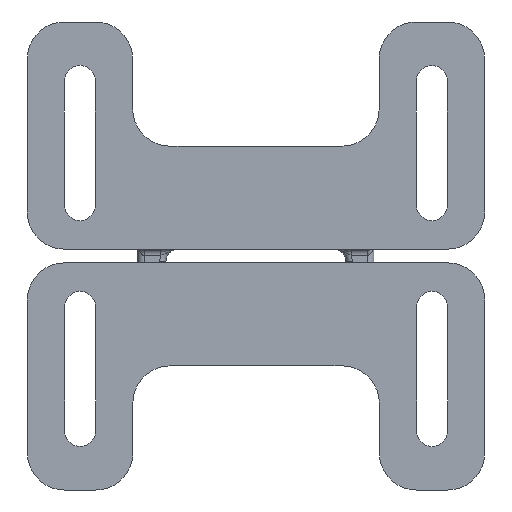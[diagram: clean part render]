
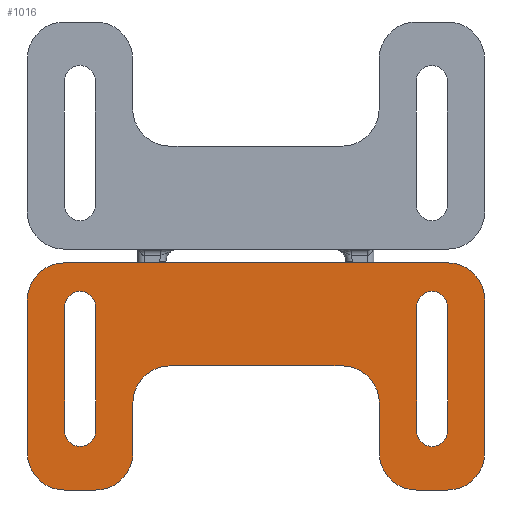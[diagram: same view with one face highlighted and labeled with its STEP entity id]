
A CAD part, front view. The second image highlights one B-rep face of the part: STEP entity #1016.
In plain terms, the highlighted planar face has unit normal (0, -1, 0).
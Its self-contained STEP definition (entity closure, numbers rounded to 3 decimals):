
#334=CARTESIAN_POINT('',(-50.7,0.0,36.6));
#335=VERTEX_POINT('',#334);
#342=CARTESIAN_POINT('',(11.,0.0,36.6));
#343=VERTEX_POINT('',#342);
#344=CARTESIAN_POINT('',(-50.7,0.0,36.6));
#345=DIRECTION('',(1.0,0.0,0.0));
#346=VECTOR('',#345,61.7);
#347=LINE('',#344,#346);
#348=EDGE_CURVE('',#335,#343,#347,.T.);
#427=CARTESIAN_POINT('',(-6.,0.0,20.0));
#428=VERTEX_POINT('',#427);
#435=CARTESIAN_POINT('',(-33.7,0.0,20.0));
#436=VERTEX_POINT('',#435);
#437=CARTESIAN_POINT('',(-6.,0.0,20.0));
#438=DIRECTION('',(-1.0,0.0,0.0));
#439=VECTOR('',#438,27.7);
#440=LINE('',#437,#439);
#441=EDGE_CURVE('',#428,#436,#440,.T.);
#667=CARTESIAN_POINT('',(-45.7,0.0,9.5));
#668=VERTEX_POINT('',#667);
#675=CARTESIAN_POINT('',(-45.7,0.0,29.5));
#676=VERTEX_POINT('',#675);
#677=CARTESIAN_POINT('',(-45.7,0.0,29.5));
#678=DIRECTION('',(0.0,0.0,-1.0));
#679=VECTOR('',#678,20.0);
#680=LINE('',#677,#679);
#681=EDGE_CURVE('',#676,#668,#680,.T.);
#699=CARTESIAN_POINT('',(-50.7,0.0,29.5));
#700=VERTEX_POINT('',#699);
#701=CARTESIAN_POINT('',(-48.2,0.0,29.5));
#702=DIRECTION('',(0.0,1.0,0.0));
#703=DIRECTION('',(-1.0,0.0,0.0));
#704=AXIS2_PLACEMENT_3D('',#701,#702,#703);
#705=CIRCLE('',#704,2.5);
#706=EDGE_CURVE('',#700,#676,#705,.T.);
#724=CARTESIAN_POINT('',(-50.7,0.0,9.5));
#725=VERTEX_POINT('',#724);
#726=CARTESIAN_POINT('',(-50.7,0.0,9.5));
#727=DIRECTION('',(0.0,0.0,1.0));
#728=VECTOR('',#727,20.0);
#729=LINE('',#726,#728);
#730=EDGE_CURVE('',#725,#700,#729,.T.);
#748=CARTESIAN_POINT('',(-48.2,0.0,9.5));
#749=DIRECTION('',(0.0,1.0,0.0));
#750=DIRECTION('',(1.0,0.0,0.0));
#751=AXIS2_PLACEMENT_3D('',#748,#749,#750);
#752=CIRCLE('',#751,2.5);
#753=EDGE_CURVE('',#668,#725,#752,.T.);
#765=CARTESIAN_POINT('',(6.,0.0,29.5));
#766=VERTEX_POINT('',#765);
#773=CARTESIAN_POINT('',(6.,0.0,9.5));
#774=VERTEX_POINT('',#773);
#775=CARTESIAN_POINT('',(6.,0.0,9.5));
#776=DIRECTION('',(0.0,0.0,1.0));
#777=VECTOR('',#776,20.0);
#778=LINE('',#775,#777);
#779=EDGE_CURVE('',#774,#766,#778,.T.);
#796=CARTESIAN_POINT('',(11.,0.0,29.5));
#797=VERTEX_POINT('',#796);
#804=CARTESIAN_POINT('',(8.5,0.0,29.5));
#805=DIRECTION('',(0.0,1.0,0.0));
#806=DIRECTION('',(1.0,0.0,0.0));
#807=AXIS2_PLACEMENT_3D('',#804,#805,#806);
#808=CIRCLE('',#807,2.5);
#809=EDGE_CURVE('',#766,#797,#808,.T.);
#821=CARTESIAN_POINT('',(11.0,0.0,9.5));
#822=VERTEX_POINT('',#821);
#829=CARTESIAN_POINT('',(11.,0.0,29.5));
#830=DIRECTION('',(0.0,0.0,-1.0));
#831=VECTOR('',#830,20.0);
#832=LINE('',#829,#831);
#833=EDGE_CURVE('',#797,#822,#832,.T.);
#846=CARTESIAN_POINT('',(8.5,0.0,9.5));
#847=DIRECTION('',(0.0,1.0,0.0));
#848=DIRECTION('',(-1.0,0.0,0.0));
#849=AXIS2_PLACEMENT_3D('',#846,#847,#848);
#850=CIRCLE('',#849,2.5);
#851=EDGE_CURVE('',#822,#774,#850,.T.);
#863=CARTESIAN_POINT('',(-50.7,0.0,0.0));
#864=VERTEX_POINT('',#863);
#871=CARTESIAN_POINT('',(-56.7,0.0,6.));
#872=VERTEX_POINT('',#871);
#873=CARTESIAN_POINT('',(-50.7,0.0,6.));
#874=DIRECTION('',(0.0,1.0,0.0));
#875=DIRECTION('',(-0.707,0.0,-0.707));
#876=AXIS2_PLACEMENT_3D('',#873,#874,#875);
#877=CIRCLE('',#876,6.);
#878=EDGE_CURVE('',#864,#872,#877,.T.);
#889=CARTESIAN_POINT('',(-19.85,0.0,20.073));
#890=DIRECTION('',(0.0,1.0,0.0));
#891=DIRECTION('',(0.0,0.0,1.0));
#892=AXIS2_PLACEMENT_3D('',#889,#890,#891);
#893=PLANE('',#892);
#894=ORIENTED_EDGE('',*,*,#878,.F.);
#895=CARTESIAN_POINT('',(-45.7,0.0,0.0));
#896=VERTEX_POINT('',#895);
#897=CARTESIAN_POINT('',(-45.7,0.0,0.0));
#898=DIRECTION('',(-1.0,0.0,0.0));
#899=VECTOR('',#898,5.0);
#900=LINE('',#897,#899);
#901=EDGE_CURVE('',#896,#864,#900,.T.);
#902=ORIENTED_EDGE('',*,*,#901,.F.);
#903=CARTESIAN_POINT('',(-39.7,0.0,6.));
#904=VERTEX_POINT('',#903);
#905=CARTESIAN_POINT('',(-45.7,0.0,6.));
#906=DIRECTION('',(0.0,1.0,0.0));
#907=DIRECTION('',(0.707,0.0,-0.707));
#908=AXIS2_PLACEMENT_3D('',#905,#906,#907);
#909=CIRCLE('',#908,6.0);
#910=EDGE_CURVE('',#904,#896,#909,.T.);
#911=ORIENTED_EDGE('',*,*,#910,.F.);
#912=CARTESIAN_POINT('',(-39.7,0.0,14.0));
#913=VERTEX_POINT('',#912);
#914=CARTESIAN_POINT('',(-39.7,0.0,14.0));
#915=DIRECTION('',(0.0,0.0,-1.0));
#916=VECTOR('',#915,8.0);
#917=LINE('',#914,#916);
#918=EDGE_CURVE('',#913,#904,#917,.T.);
#919=ORIENTED_EDGE('',*,*,#918,.F.);
#920=CARTESIAN_POINT('',(-33.7,0.0,14.0));
#921=DIRECTION('',(0.0,-1.0,0.0));
#922=DIRECTION('',(-0.707,0.0,0.707));
#923=AXIS2_PLACEMENT_3D('',#920,#921,#922);
#924=CIRCLE('',#923,6.);
#925=EDGE_CURVE('',#436,#913,#924,.T.);
#926=ORIENTED_EDGE('',*,*,#925,.F.);
#927=ORIENTED_EDGE('',*,*,#441,.F.);
#928=CARTESIAN_POINT('',(0.0,0.0,14.0));
#929=VERTEX_POINT('',#928);
#930=CARTESIAN_POINT('',(-6.,0.0,14.0));
#931=DIRECTION('',(0.0,-1.0,0.0));
#932=DIRECTION('',(0.707,0.0,0.707));
#933=AXIS2_PLACEMENT_3D('',#930,#931,#932);
#934=CIRCLE('',#933,6.);
#935=EDGE_CURVE('',#929,#428,#934,.T.);
#936=ORIENTED_EDGE('',*,*,#935,.F.);
#937=CARTESIAN_POINT('',(0.0,0.0,6.));
#938=VERTEX_POINT('',#937);
#939=CARTESIAN_POINT('',(0.0,0.0,6.));
#940=DIRECTION('',(0.0,0.0,1.0));
#941=VECTOR('',#940,8.);
#942=LINE('',#939,#941);
#943=EDGE_CURVE('',#938,#929,#942,.T.);
#944=ORIENTED_EDGE('',*,*,#943,.F.);
#945=CARTESIAN_POINT('',(6.,0.0,0.0));
#946=VERTEX_POINT('',#945);
#947=CARTESIAN_POINT('',(6.,0.0,6.));
#948=DIRECTION('',(0.0,1.0,0.0));
#949=DIRECTION('',(-0.707,0.0,-0.707));
#950=AXIS2_PLACEMENT_3D('',#947,#948,#949);
#951=CIRCLE('',#950,6.);
#952=EDGE_CURVE('',#946,#938,#951,.T.);
#953=ORIENTED_EDGE('',*,*,#952,.F.);
#954=CARTESIAN_POINT('',(11.0,0.0,0.0));
#955=VERTEX_POINT('',#954);
#956=CARTESIAN_POINT('',(11.0,0.0,0.0));
#957=DIRECTION('',(-1.0,0.0,0.0));
#958=VECTOR('',#957,5.0);
#959=LINE('',#956,#958);
#960=EDGE_CURVE('',#955,#946,#959,.T.);
#961=ORIENTED_EDGE('',*,*,#960,.F.);
#962=CARTESIAN_POINT('',(17.0,0.0,6.));
#963=VERTEX_POINT('',#962);
#964=CARTESIAN_POINT('',(11.0,0.0,6.));
#965=DIRECTION('',(0.0,1.0,0.0));
#966=DIRECTION('',(0.707,0.0,-0.707));
#967=AXIS2_PLACEMENT_3D('',#964,#965,#966);
#968=CIRCLE('',#967,6.);
#969=EDGE_CURVE('',#963,#955,#968,.T.);
#970=ORIENTED_EDGE('',*,*,#969,.F.);
#971=CARTESIAN_POINT('',(17.0,0.0,30.6));
#972=VERTEX_POINT('',#971);
#973=CARTESIAN_POINT('',(17.0,0.0,30.6));
#974=DIRECTION('',(0.0,0.0,-1.0));
#975=VECTOR('',#974,24.6);
#976=LINE('',#973,#975);
#977=EDGE_CURVE('',#972,#963,#976,.T.);
#978=ORIENTED_EDGE('',*,*,#977,.F.);
#979=CARTESIAN_POINT('',(11.0,0.0,30.6));
#980=DIRECTION('',(0.0,1.0,0.0));
#981=DIRECTION('',(0.707,0.0,0.707));
#982=AXIS2_PLACEMENT_3D('',#979,#980,#981);
#983=CIRCLE('',#982,6.0);
#984=EDGE_CURVE('',#343,#972,#983,.T.);
#985=ORIENTED_EDGE('',*,*,#984,.F.);
#986=ORIENTED_EDGE('',*,*,#348,.F.);
#987=CARTESIAN_POINT('',(-56.7,0.0,30.6));
#988=VERTEX_POINT('',#987);
#989=CARTESIAN_POINT('',(-50.7,0.0,30.6));
#990=DIRECTION('',(0.0,1.0,0.0));
#991=DIRECTION('',(-0.707,0.0,0.707));
#992=AXIS2_PLACEMENT_3D('',#989,#990,#991);
#993=CIRCLE('',#992,6.);
#994=EDGE_CURVE('',#988,#335,#993,.T.);
#995=ORIENTED_EDGE('',*,*,#994,.F.);
#996=CARTESIAN_POINT('',(-56.7,0.0,6.));
#997=DIRECTION('',(0.0,0.0,1.0));
#998=VECTOR('',#997,24.6);
#999=LINE('',#996,#998);
#1000=EDGE_CURVE('',#872,#988,#999,.T.);
#1001=ORIENTED_EDGE('',*,*,#1000,.F.);
#1002=EDGE_LOOP('',(#894,#902,#911,#919,#926,#927,#936,#944,#953,#961,#970,#978,#985,#986,#995,#1001));
#1003=FACE_OUTER_BOUND('',#1002,.T.);
#1004=ORIENTED_EDGE('',*,*,#681,.T.);
#1005=ORIENTED_EDGE('',*,*,#753,.T.);
#1006=ORIENTED_EDGE('',*,*,#730,.T.);
#1007=ORIENTED_EDGE('',*,*,#706,.T.);
#1008=EDGE_LOOP('',(#1004,#1005,#1006,#1007));
#1009=FACE_BOUND('',#1008,.T.);
#1010=ORIENTED_EDGE('',*,*,#779,.T.);
#1011=ORIENTED_EDGE('',*,*,#809,.T.);
#1012=ORIENTED_EDGE('',*,*,#833,.T.);
#1013=ORIENTED_EDGE('',*,*,#851,.T.);
#1014=EDGE_LOOP('',(#1010,#1011,#1012,#1013));
#1015=FACE_BOUND('',#1014,.T.);
#1016=ADVANCED_FACE('',(#1003,#1009,#1015),#893,.F.);
